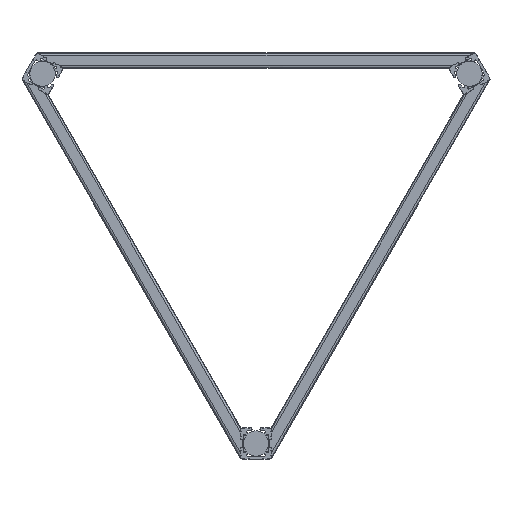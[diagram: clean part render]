
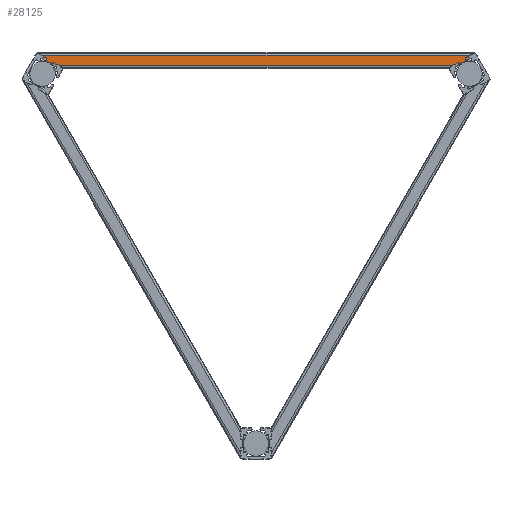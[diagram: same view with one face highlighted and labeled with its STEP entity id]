
A CAD part, front view. The second image highlights one B-rep face of the part: STEP entity #28125.
In plain terms, the highlighted planar face has unit normal (0, -1, 0).
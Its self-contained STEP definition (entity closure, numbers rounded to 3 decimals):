
#1631=PLANE('',#30726);
#3603=FACE_OUTER_BOUND('',#5022,.T.);
#5022=EDGE_LOOP('',(#25799,#25800,#25801,#25802,#25803,#25804));
#7746=LINE('',#55878,#10044);
#7840=LINE('',#56895,#10138);
#7870=LINE('',#56977,#10168);
#7872=LINE('',#56987,#10170);
#7873=LINE('',#56998,#10171);
#7874=LINE('',#56999,#10172);
#10044=VECTOR('',#37579,1.);
#10138=VECTOR('',#37887,100.);
#10168=VECTOR('',#38003,1.);
#10170=VECTOR('',#38021,100.);
#10171=VECTOR('',#38040,100.);
#10172=VECTOR('',#38041,100.);
#13499=VERTEX_POINT('',#55875);
#13500=VERTEX_POINT('',#55877);
#13607=VERTEX_POINT('',#56892);
#13608=VERTEX_POINT('',#56894);
#13617=VERTEX_POINT('',#56976);
#13618=VERTEX_POINT('',#56997);
#17480=EDGE_CURVE('',#13500,#13499,#7746,.T.);
#17659=EDGE_CURVE('',#13607,#13608,#7840,.T.);
#17700=EDGE_CURVE('',#13617,#13608,#7870,.T.);
#17705=EDGE_CURVE('',#13499,#13617,#7872,.T.);
#17706=EDGE_CURVE('',#13618,#13607,#7873,.T.);
#17707=EDGE_CURVE('',#13618,#13500,#7874,.T.);
#25799=ORIENTED_EDGE('',*,*,#17700,.T.);
#25800=ORIENTED_EDGE('',*,*,#17659,.F.);
#25801=ORIENTED_EDGE('',*,*,#17706,.F.);
#25802=ORIENTED_EDGE('',*,*,#17707,.T.);
#25803=ORIENTED_EDGE('',*,*,#17480,.T.);
#25804=ORIENTED_EDGE('',*,*,#17705,.T.);
#28125=ADVANCED_FACE('',(#3603),#1631,.T.);
#30726=AXIS2_PLACEMENT_3D('',#56996,#38038,#38039);
#37579=DIRECTION('',(0.866,0.,-0.5));
#37887=DIRECTION('',(0.,0.,-1.));
#38003=DIRECTION('',(0.866,0.,0.5));
#38021=DIRECTION('',(1.,0.,0.));
#38038=DIRECTION('center_axis',(0.,-1.,0.));
#38039=DIRECTION('ref_axis',(-1.,0.,0.));
#38040=DIRECTION('',(1.,0.,0.));
#38041=DIRECTION('',(0.,0.,-1.));
#55875=CARTESIAN_POINT('',(-16.345,0.,10.673));
#55877=CARTESIAN_POINT('',(-17.782,0.,11.502));
#55878=CARTESIAN_POINT('',(-17.372,0.,11.265));
#56892=CARTESIAN_POINT('',(17.778,0.,11.521));
#56894=CARTESIAN_POINT('',(17.778,0.,11.5));
#56895=CARTESIAN_POINT('',(17.778,0.,11.521));
#56976=CARTESIAN_POINT('',(16.345,0.,10.673));
#56977=CARTESIAN_POINT('',(4.035,0.,3.565));
#56987=CARTESIAN_POINT('',(-17.782,0.,10.673));
#56996=CARTESIAN_POINT('Origin',(-17.782,0.,
11.521));
#56997=CARTESIAN_POINT('',(-17.782,0.,11.521));
#56998=CARTESIAN_POINT('',(-17.782,0.,11.521));
#56999=CARTESIAN_POINT('',(-17.782,0.,11.521));
